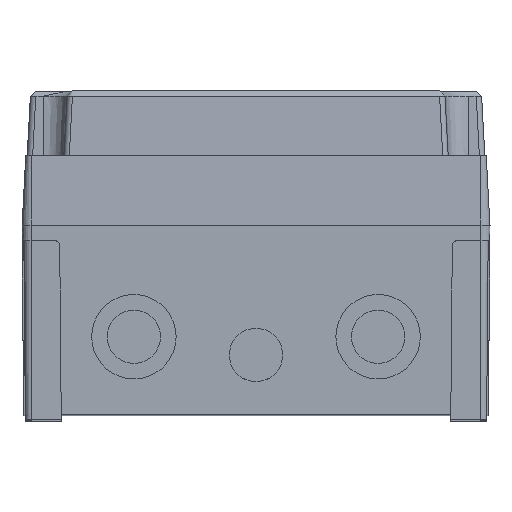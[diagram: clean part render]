
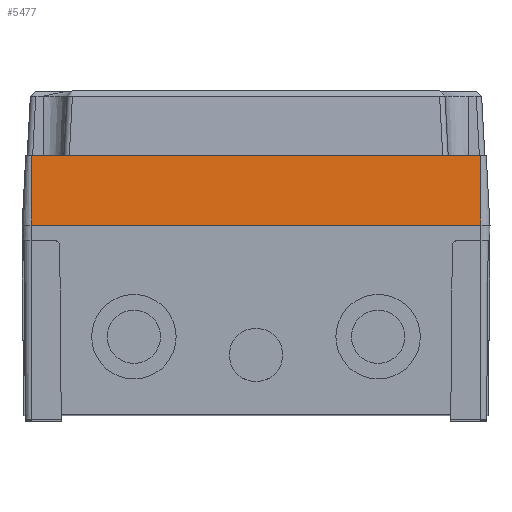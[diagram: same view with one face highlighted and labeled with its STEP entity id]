
A CAD part, top view. The second image highlights one B-rep face of the part: STEP entity #5477.
In plain terms, the highlighted planar face has unit normal (0, 0.052, 0.999).
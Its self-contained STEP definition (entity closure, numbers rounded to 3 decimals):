
#680 = VECTOR ( 'NONE', #5162, 1000. ) ;
#1327 = EDGE_CURVE ( 'NONE', #10750, #20508, #12123, .T. ) ;
#2010 = VERTEX_POINT ( 'NONE', #15690 ) ;
#2378 = DIRECTION ( 'NONE',  ( 0., -0.999, 0.052 ) ) ;
#2412 = DIRECTION ( 'NONE',  ( 1., 0., 0. ) ) ;
#2956 = VECTOR ( 'NONE', #14477, 1000. ) ;
#3616 = ORIENTED_EDGE ( 'NONE', *, *, #1327, .T. ) ;
#3712 = VERTEX_POINT ( 'NONE', #15700 ) ;
#3855 = ORIENTED_EDGE ( 'NONE', *, *, #21699, .F. ) ;
#5162 = DIRECTION ( 'NONE',  ( 0., -0.999, 0.052 ) ) ;
#5335 = DIRECTION ( 'NONE',  ( 0., -0.999, 0.052 ) ) ;
#5477 = ADVANCED_FACE ( 'NONE', ( #5831 ), #6047, .T. ) ;
#5831 = FACE_OUTER_BOUND ( 'NONE', #12560, .T. ) ;
#5943 = CARTESIAN_POINT ( 'NONE',  ( -86.5, 0., 127.5 ) ) ;
#6047 = PLANE ( 'NONE',  #17770 ) ;
#6545 = CARTESIAN_POINT ( 'NONE',  ( -86.5, 0., 127.5 ) ) ;
#9308 = CARTESIAN_POINT ( 'NONE',  ( -86.5, 0., 127.5 ) ) ;
#10750 = VERTEX_POINT ( 'NONE', #19744 ) ;
#12008 = CARTESIAN_POINT ( 'NONE',  ( -86.5, 0., 127.5 ) ) ;
#12123 = LINE ( 'NONE', #12008, #15118 ) ;
#12560 = EDGE_LOOP ( 'NONE', ( #17810, #21552, #3855, #3616 ) ) ;
#14477 = DIRECTION ( 'NONE',  ( 1., 0., 0. ) ) ;
#15118 = VECTOR ( 'NONE', #5335, 1000. ) ;
#15690 = CARTESIAN_POINT ( 'NONE',  ( 86.5, 0., 127.5 ) ) ;
#15700 = CARTESIAN_POINT ( 'NONE',  ( 86.5, 26.6, 126.106 ) ) ;
#17481 = EDGE_CURVE ( 'NONE', #3712, #2010, #19169, .T. ) ;
#17770 = AXIS2_PLACEMENT_3D ( 'NONE', #5943, #19849, #2378 ) ;
#17810 = ORIENTED_EDGE ( 'NONE', *, *, #21811, .T. ) ;
#17922 = LINE ( 'NONE', #9308, #18347 ) ;
#18249 = LINE ( 'NONE', #19990, #2956 ) ;
#18347 = VECTOR ( 'NONE', #2412, 1000. ) ;
#19169 = LINE ( 'NONE', #22644, #680 ) ;
#19744 = CARTESIAN_POINT ( 'NONE',  ( -86.5, 26.6, 126.106 ) ) ;
#19849 = DIRECTION ( 'NONE',  ( 0., 0.052, 0.999 ) ) ;
#19990 = CARTESIAN_POINT ( 'NONE',  ( -86.5, 26.6, 126.106 ) ) ;
#20508 = VERTEX_POINT ( 'NONE', #6545 ) ;
#21552 = ORIENTED_EDGE ( 'NONE', *, *, #17481, .F. ) ;
#21699 = EDGE_CURVE ( 'NONE', #10750, #3712, #18249, .T. ) ;
#21811 = EDGE_CURVE ( 'NONE', #20508, #2010, #17922, .T. ) ;
#22644 = CARTESIAN_POINT ( 'NONE',  ( 86.5, 0., 127.5 ) ) ;
